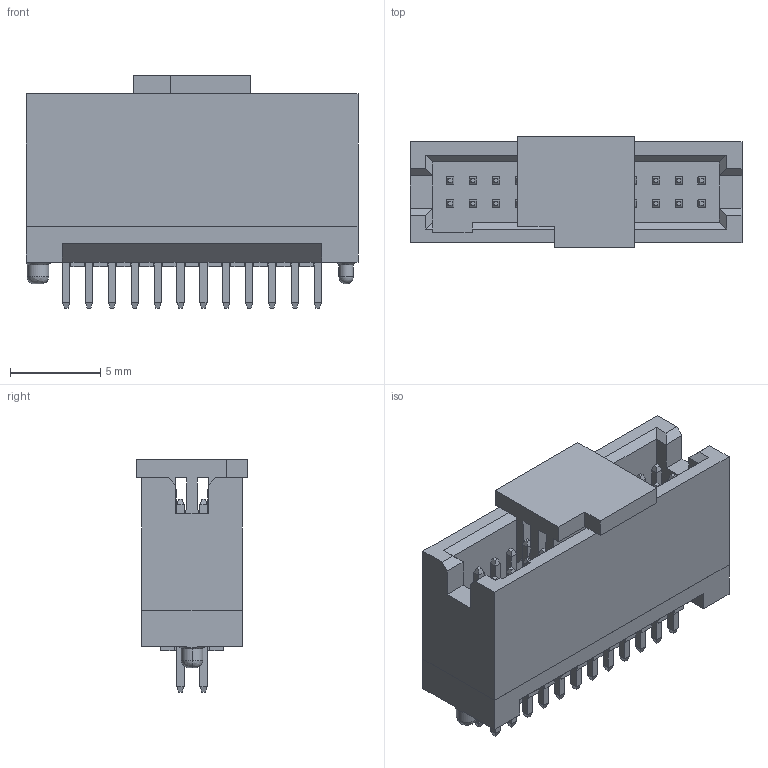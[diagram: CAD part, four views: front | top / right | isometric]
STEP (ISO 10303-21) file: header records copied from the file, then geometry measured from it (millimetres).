
FILE_DESCRIPTION( ('This file contains a STEP AP42 implementation' ,'as created by ZW3D STEP Interface translator.') ,'2;1' );
FILE_NAME( '3100-XXSXXB096X1.stp' ,'231115.135614', (''), ('ZWCAD Software Co.'), 'Version 1.0', 'ZW3D to STEP translator', '' );
FILE_SCHEMA(('AUTOMOTIVE_DESIGN { 1 0 10303 214 1 1 1 1 }'));
Length unit declared in the file: millimetre
Products named in the file (4): 0; 3100-24SG0B096P1; 3100-10MG0B089T1_13_15; CAP3131-G201_1_13_15
Assembly tree (2 placements, depth 2):
  0
  3100-24SG0B096P1
    3100-10MG0B089T1_13_15
    CAP3131-G201_1_13_15
Bounding box: 18.44 x 6.2 x 12.9 mm (x, y, z)
Volume: 727.7 mm3; surface area: 1709.1 mm2
Topology: 2 solids, 2 shells, 1142 faces, 3107 edges, 1896 vertices
Faces by surface type: plane 1119, cylinder 13, cone 6, bspline 2, sphere 2
Entity records: 36279 total; most frequent: CARTESIAN_POINT 6242, ORIENTED_EDGE 6238, DIRECTION 5451, EDGE_CURVE 3119, VECTOR 3077, LINE 3077, VERTEX_POINT 1910, EDGE_LOOP 1217
